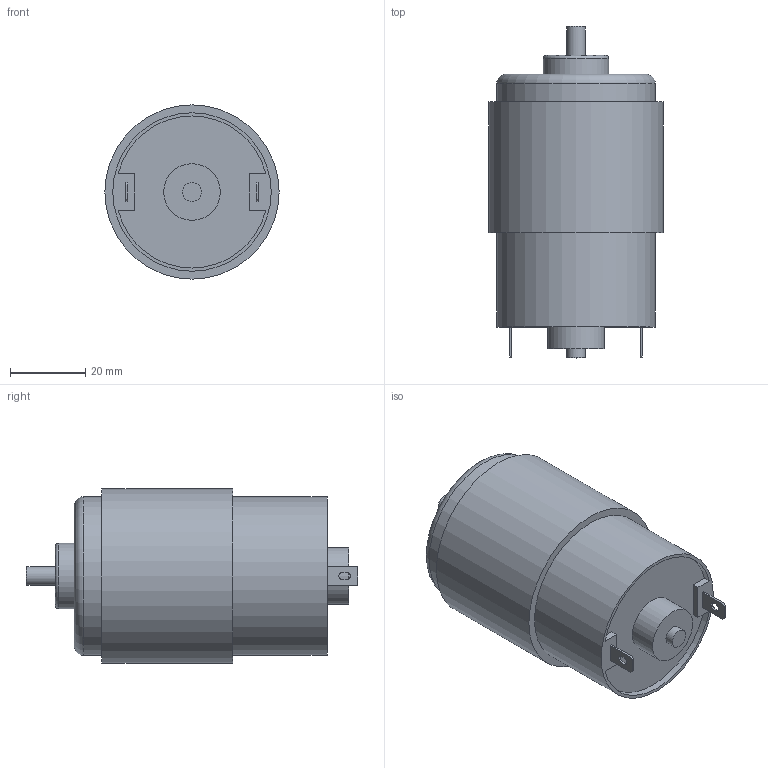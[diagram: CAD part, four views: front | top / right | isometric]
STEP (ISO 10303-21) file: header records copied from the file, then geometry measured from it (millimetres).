
FILE_DESCRIPTION(/* description */ (''),/* implementation_level */ '2;1');
FILE_NAME(/* name */ 'MOT_Motor_RS775.ipt.step',/* time_stamp */ '2015-01-02T19:16:43-08:00',/* author */ ('Autodesk Inc.'),/* organization */ ('Autodesk Inc.'),/* preprocessor_version */ 'ST-DEVELOPER v15.6',/* originating_system */ 'Autodesk Inventor 2015',/* authorisation */ '');
FILE_SCHEMA (('AUTOMOTIVE_DESIGN { 1 0 10303 214 3 1 1 }'));
Length unit declared in the file: millimetre
Products named in the file (1): MOT_Motor_RS775
Bounding box: 46.2 x 88 x 46.2 mm (x, y, z)
Volume: 101369.7 mm3; surface area: 15077.7 mm2
Topology: 1 solids, 1 shells, 73 faces, 174 edges, 116 vertices
Faces by surface type: plane 45, cylinder 23, torus 3, cone 2
Full cylindrical faces by diameter (mm): 3.3 x2, 5 x2, 15 x1, 17.3 x1, 42 x2, 46.2 x1
Entity records: 2073 total; most frequent: DIRECTION 350, CARTESIAN_POINT 336, ORIENTED_EDGE 306, EDGE_CURVE 153, AXIS2_PLACEMENT_3D 123, VERTEX_POINT 109, LINE 104, VECTOR 104
